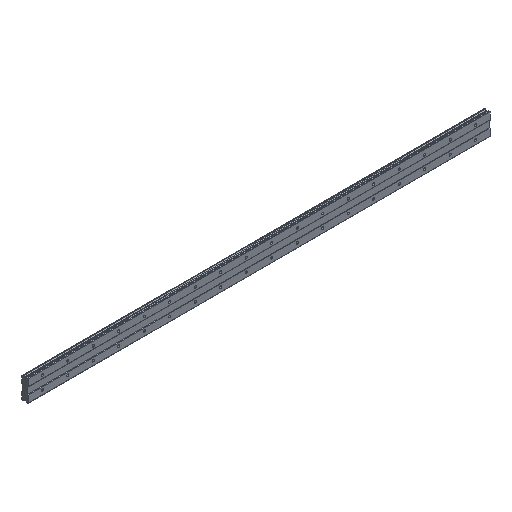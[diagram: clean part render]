
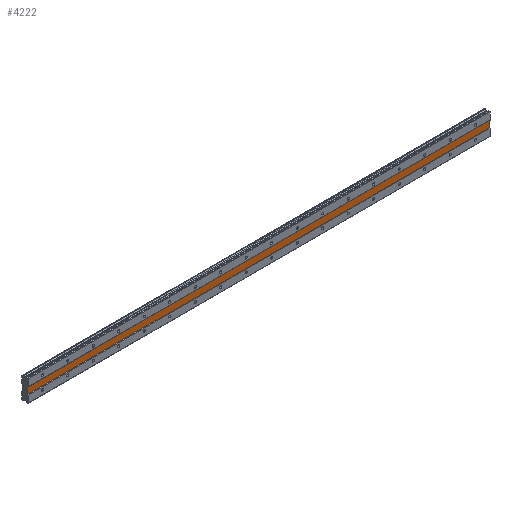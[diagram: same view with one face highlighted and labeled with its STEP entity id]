
A CAD part, isometric view. The second image highlights one B-rep face of the part: STEP entity #4222.
In plain terms, the highlighted planar face has unit normal (0, -1, 0).
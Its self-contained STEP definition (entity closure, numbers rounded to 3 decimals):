
#178 = AXIS2_PLACEMENT_3D ( 'NONE', #1822, #2331, #287 ) ;
#254 = CARTESIAN_POINT ( 'NONE',  ( 1405., 1., -10. ) ) ;
#277 = ORIENTED_EDGE ( 'NONE', *, *, #3528, .T. ) ;
#287 = DIRECTION ( 'NONE',  ( 0., 0., 1. ) ) ;
#664 = EDGE_CURVE ( 'NONE', #1389, #733, #5892, .T. ) ;
#733 = VERTEX_POINT ( 'NONE', #5104 ) ;
#878 = CARTESIAN_POINT ( 'NONE',  ( -45., 1., -10. ) ) ;
#1389 = VERTEX_POINT ( 'NONE', #878 ) ;
#1593 = LINE ( 'NONE', #3666, #6403 ) ;
#1822 = CARTESIAN_POINT ( 'NONE',  ( 1405., 1., 10. ) ) ;
#1857 = DIRECTION ( 'NONE',  ( 0., 0., -1. ) ) ;
#1938 = EDGE_CURVE ( 'NONE', #4165, #3779, #6112, .T. ) ;
#2154 = VECTOR ( 'NONE', #6471, 1000. ) ;
#2331 = DIRECTION ( 'NONE',  ( 0., 1., 0. ) ) ;
#3046 = CARTESIAN_POINT ( 'NONE',  ( 1405., 1., 10. ) ) ;
#3115 = CARTESIAN_POINT ( 'NONE',  ( -45., 1., 10. ) ) ;
#3252 = CARTESIAN_POINT ( 'NONE',  ( 1405., 1., 10. ) ) ;
#3468 = ORIENTED_EDGE ( 'NONE', *, *, #664, .T. ) ;
#3495 = DIRECTION ( 'NONE',  ( 1., 0., 0. ) ) ;
#3528 = EDGE_CURVE ( 'NONE', #4165, #1389, #4877, .T. ) ;
#3666 = CARTESIAN_POINT ( 'NONE',  ( 1405., 1., 34.482 ) ) ;
#3688 = EDGE_LOOP ( 'NONE', ( #3468, #5271, #5646, #277 ) ) ;
#3779 = VERTEX_POINT ( 'NONE', #3252 ) ;
#3865 = EDGE_CURVE ( 'NONE', #3779, #733, #1593, .T. ) ;
#3937 = CARTESIAN_POINT ( 'NONE',  ( -45., 1., 34.482 ) ) ;
#4165 = VERTEX_POINT ( 'NONE', #3115 ) ;
#4222 = ADVANCED_FACE ( 'NONE', ( #6439 ), #5888, .F. ) ;
#4411 = DIRECTION ( 'NONE',  ( 0., 0., -1. ) ) ;
#4877 = LINE ( 'NONE', #3937, #5111 ) ;
#5104 = CARTESIAN_POINT ( 'NONE',  ( 1405., 1., -10. ) ) ;
#5111 = VECTOR ( 'NONE', #4411, 1000. ) ;
#5271 = ORIENTED_EDGE ( 'NONE', *, *, #3865, .F. ) ;
#5646 = ORIENTED_EDGE ( 'NONE', *, *, #1938, .F. ) ;
#5888 = PLANE ( 'NONE',  #178 ) ;
#5892 = LINE ( 'NONE', #254, #2154 ) ;
#6112 = LINE ( 'NONE', #3046, #6197 ) ;
#6197 = VECTOR ( 'NONE', #3495, 1000. ) ;
#6403 = VECTOR ( 'NONE', #1857, 1000. ) ;
#6439 = FACE_OUTER_BOUND ( 'NONE', #3688, .T. ) ;
#6471 = DIRECTION ( 'NONE',  ( 1., 0., 0. ) ) ;
